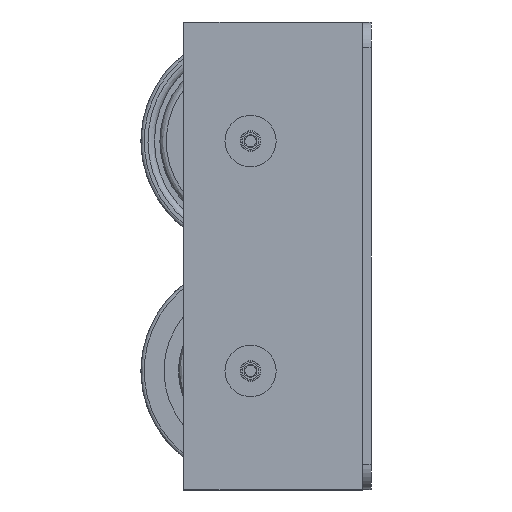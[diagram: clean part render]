
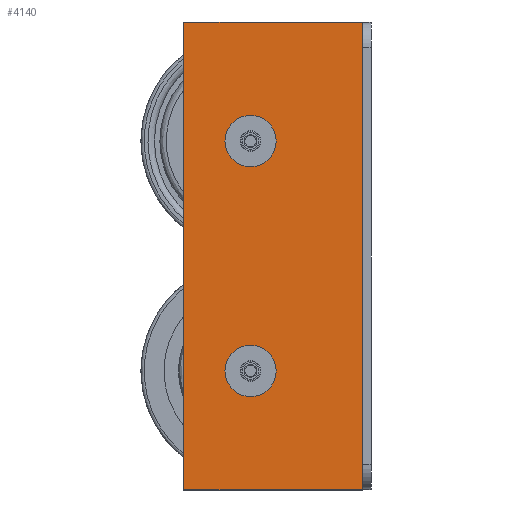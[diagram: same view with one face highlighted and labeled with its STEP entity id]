
A CAD part, left-side view. The second image highlights one B-rep face of the part: STEP entity #4140.
In plain terms, the highlighted planar face has unit normal (-1, 0, 0).
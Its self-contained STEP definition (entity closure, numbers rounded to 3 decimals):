
#91 = CARTESIAN_POINT ( 'NONE',  ( -96.264, 29.21, -36.5 ) ) ;
#133 = VERTEX_POINT ( 'NONE', #26710 ) ;
#661 = EDGE_CURVE ( 'NONE', #15089, #9997, #4386, .T. ) ;
#742 = CIRCLE ( 'NONE', #4321, 4. ) ;
#1237 = VECTOR ( 'NONE', #24341, 1000. ) ;
#1395 = CARTESIAN_POINT ( 'NONE',  ( -96.265, 18.8, -21.925 ) ) ;
#1438 = FACE_BOUND ( 'NONE', #17580, .T. ) ;
#1794 = CARTESIAN_POINT ( 'NONE',  ( -96.265, 18.8, -17.925 ) ) ;
#1847 = DIRECTION ( 'NONE',  ( 0., -1., 0. ) ) ;
#2523 = VECTOR ( 'NONE', #23692, 1000. ) ;
#3801 = CARTESIAN_POINT ( 'NONE',  ( -96.265, 18.8, -13.925 ) ) ;
#3821 = PLANE ( 'NONE',  #19728 ) ;
#3962 = FACE_OUTER_BOUND ( 'NONE', #16258, .T. ) ;
#4052 = ORIENTED_EDGE ( 'NONE', *, *, #16043, .F. ) ;
#4140 = ADVANCED_FACE ( 'NONE', ( #10097, #1438, #3962 ), #3821, .F. ) ;
#4321 = AXIS2_PLACEMENT_3D ( 'NONE', #1794, #23438, #12129 ) ;
#4386 = CIRCLE ( 'NONE', #15563, 4. ) ;
#4962 = EDGE_CURVE ( 'NONE', #17505, #16608, #5442, .T. ) ;
#5442 = LINE ( 'NONE', #7002, #18436 ) ;
#5543 = ORIENTED_EDGE ( 'NONE', *, *, #661, .T. ) ;
#6341 = VERTEX_POINT ( 'NONE', #20393 ) ;
#6816 = ORIENTED_EDGE ( 'NONE', *, *, #8886, .T. ) ;
#7002 = CARTESIAN_POINT ( 'NONE',  ( -96.264, 1.3, 0. ) ) ;
#8411 = LINE ( 'NONE', #20190, #12373 ) ;
#8510 = CARTESIAN_POINT ( 'NONE',  ( -96.264, 1.3, 36.5 ) ) ;
#8886 = EDGE_CURVE ( 'NONE', #133, #14566, #24241, .T. ) ;
#9542 = CARTESIAN_POINT ( 'NONE',  ( -96.265, 18.8, 17.925 ) ) ;
#9670 = DIRECTION ( 'NONE',  ( 0., 0., -1. ) ) ;
#9940 = AXIS2_PLACEMENT_3D ( 'NONE', #20703, #18616, #9670 ) ;
#9997 = VERTEX_POINT ( 'NONE', #1395 ) ;
#10097 = FACE_BOUND ( 'NONE', #25878, .T. ) ;
#12060 = DIRECTION ( 'NONE',  ( 1., 0., 0. ) ) ;
#12129 = DIRECTION ( 'NONE',  ( 0., 0., -1. ) ) ;
#12373 = VECTOR ( 'NONE', #1847, 1000. ) ;
#13499 = EDGE_CURVE ( 'NONE', #9997, #15089, #742, .T. ) ;
#13743 = LINE ( 'NONE', #15840, #1237 ) ;
#14566 = VERTEX_POINT ( 'NONE', #25056 ) ;
#15025 = EDGE_CURVE ( 'NONE', #6341, #26549, #13743, .T. ) ;
#15089 = VERTEX_POINT ( 'NONE', #3801 ) ;
#15563 = AXIS2_PLACEMENT_3D ( 'NONE', #22335, #15669, #24168 ) ;
#15669 = DIRECTION ( 'NONE',  ( 1., 0., 0. ) ) ;
#15830 = ORIENTED_EDGE ( 'NONE', *, *, #15025, .F. ) ;
#15840 = CARTESIAN_POINT ( 'NONE',  ( -96.264, 29.21, 0. ) ) ;
#16043 = EDGE_CURVE ( 'NONE', #26549, #16608, #8411, .T. ) ;
#16077 = DIRECTION ( 'NONE',  ( 0., 0., 1. ) ) ;
#16258 = EDGE_LOOP ( 'NONE', ( #23582, #21818, #4052, #15830 ) ) ;
#16608 = VERTEX_POINT ( 'NONE', #8510 ) ;
#17178 = EDGE_CURVE ( 'NONE', #6341, #17505, #23282, .T. ) ;
#17505 = VERTEX_POINT ( 'NONE', #22375 ) ;
#17580 = EDGE_LOOP ( 'NONE', ( #5543, #19552 ) ) ;
#18220 = DIRECTION ( 'NONE',  ( 0., 0., -1. ) ) ;
#18436 = VECTOR ( 'NONE', #16077, 1000. ) ;
#18449 = AXIS2_PLACEMENT_3D ( 'NONE', #9542, #26722, #18220 ) ;
#18616 = DIRECTION ( 'NONE',  ( 1., 0., 0. ) ) ;
#19552 = ORIENTED_EDGE ( 'NONE', *, *, #13499, .T. ) ;
#19728 = AXIS2_PLACEMENT_3D ( 'NONE', #22802, #12060, #25192 ) ;
#20190 = CARTESIAN_POINT ( 'NONE',  ( -96.264, 29.21, 36.5 ) ) ;
#20309 = CARTESIAN_POINT ( 'NONE',  ( -96.264, 29.21, 36.5 ) ) ;
#20393 = CARTESIAN_POINT ( 'NONE',  ( -96.264, 29.21, -36.5 ) ) ;
#20679 = ORIENTED_EDGE ( 'NONE', *, *, #24576, .T. ) ;
#20703 = CARTESIAN_POINT ( 'NONE',  ( -96.265, 18.8, 17.925 ) ) ;
#21818 = ORIENTED_EDGE ( 'NONE', *, *, #4962, .T. ) ;
#22335 = CARTESIAN_POINT ( 'NONE',  ( -96.265, 18.8, -17.925 ) ) ;
#22375 = CARTESIAN_POINT ( 'NONE',  ( -96.264, 1.3, -36.5 ) ) ;
#22802 = CARTESIAN_POINT ( 'NONE',  ( -96.264, 29.21, 0. ) ) ;
#23282 = LINE ( 'NONE', #91, #2523 ) ;
#23438 = DIRECTION ( 'NONE',  ( 1., 0., 0. ) ) ;
#23582 = ORIENTED_EDGE ( 'NONE', *, *, #17178, .T. ) ;
#23692 = DIRECTION ( 'NONE',  ( 0., -1., 0. ) ) ;
#24168 = DIRECTION ( 'NONE',  ( 0., 0., -1. ) ) ;
#24241 = CIRCLE ( 'NONE', #18449, 4. ) ;
#24341 = DIRECTION ( 'NONE',  ( 0., 0., 1. ) ) ;
#24576 = EDGE_CURVE ( 'NONE', #14566, #133, #27344, .T. ) ;
#25056 = CARTESIAN_POINT ( 'NONE',  ( -96.265, 18.8, 21.925 ) ) ;
#25192 = DIRECTION ( 'NONE',  ( 0., 0., -1. ) ) ;
#25878 = EDGE_LOOP ( 'NONE', ( #20679, #6816 ) ) ;
#26549 = VERTEX_POINT ( 'NONE', #20309 ) ;
#26710 = CARTESIAN_POINT ( 'NONE',  ( -96.265, 18.8, 13.925 ) ) ;
#26722 = DIRECTION ( 'NONE',  ( 1., 0., 0. ) ) ;
#27344 = CIRCLE ( 'NONE', #9940, 4. ) ;
